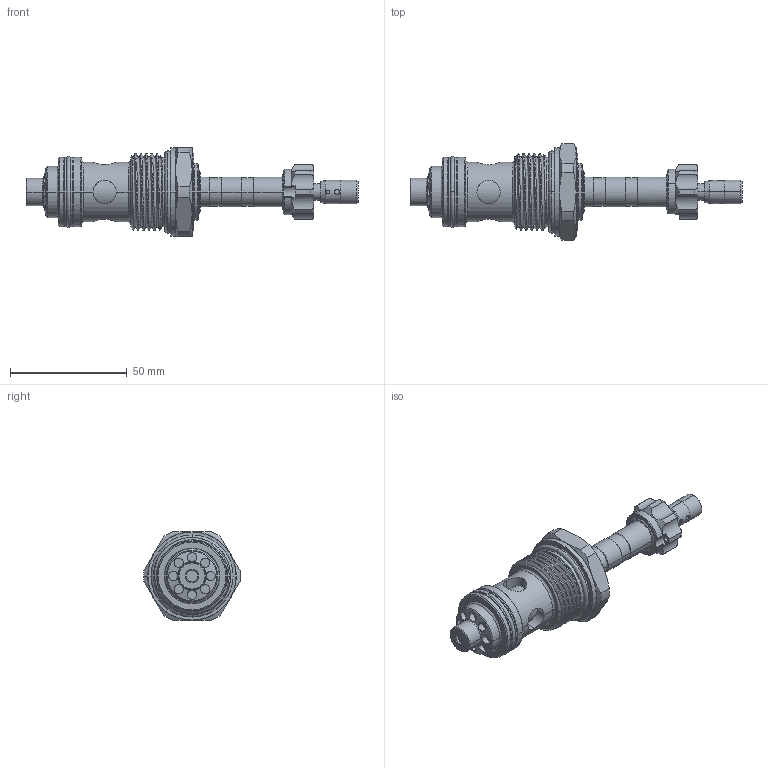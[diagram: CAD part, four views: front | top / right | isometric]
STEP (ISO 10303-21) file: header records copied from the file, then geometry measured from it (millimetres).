
FILE_DESCRIPTION (( 'STEP AP203' ), '1' );
FILE_NAME ('EP21E2A12T05.STEP', '2020-04-07T07:37:56', ( '' ), ( '' ), 'SwSTEP 2.0', 'SolidWorks 2018', '' );
FILE_SCHEMA (( 'CONFIG_CONTROL_DESIGN' ));
Length unit declared in the file: millimetre
Products named in the file (1): EP21E2A12T05
Bounding box: 142.3 x 41.5 x 38 mm (x, y, z)
Volume: 55693.4 mm3; surface area: 16642.2 mm2
Topology: 2 solids, 2 shells, 291 faces, 687 edges, 429 vertices
Faces by surface type: cylinder 142, cone 66, plane 44, torus 36, bspline 3
Entity records: 12768 total; most frequent: CARTESIAN_POINT 6066, DIRECTION 1425, ORIENTED_EDGE 1374, EDGE_CURVE 687, AXIS2_PLACEMENT_3D 615, VERTEX_POINT 429, CIRCLE 326, EDGE_LOOP 324
